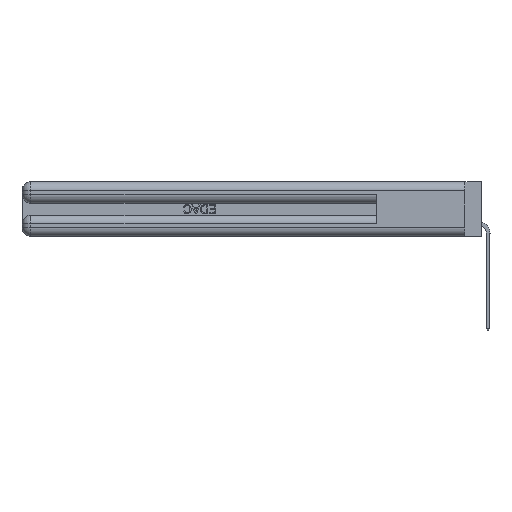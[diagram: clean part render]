
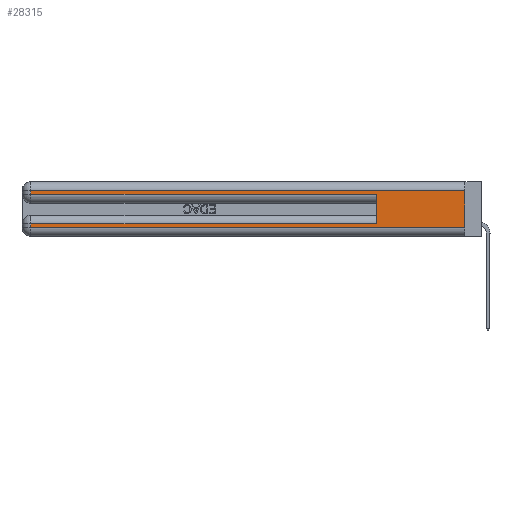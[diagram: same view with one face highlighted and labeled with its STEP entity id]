
A CAD part, left-side view. The second image highlights one B-rep face of the part: STEP entity #28315.
In plain terms, the highlighted planar face has unit normal (-1, 0, 0).
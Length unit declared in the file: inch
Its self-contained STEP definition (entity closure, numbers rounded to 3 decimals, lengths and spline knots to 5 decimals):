
#47 = LINE ( 'NONE', #17220, #24211 ) ;
#268 = VECTOR ( 'NONE', #25881, 39.37008 ) ;
#889 = ORIENTED_EDGE ( 'NONE', *, *, #5806, .T. ) ;
#1086 = EDGE_CURVE ( 'NONE', #35776, #39350, #37310, .T. ) ;
#1659 = EDGE_CURVE ( 'NONE', #20173, #3166, #32263, .T. ) ;
#2269 = ORIENTED_EDGE ( 'NONE', *, *, #31231, .T. ) ;
#2320 = ORIENTED_EDGE ( 'NONE', *, *, #1659, .T. ) ;
#2906 = DIRECTION ( 'NONE',  ( 0., 0., -1. ) ) ;
#3166 = VERTEX_POINT ( 'NONE', #39267 ) ;
#4411 = VERTEX_POINT ( 'NONE', #7560 ) ;
#4847 = CARTESIAN_POINT ( 'NONE',  ( 0., 0.6, 0.145 ) ) ;
#5186 = EDGE_LOOP ( 'NONE', ( #26030, #15447, #26665, #889, #14710, #2320, #33996, #2269 ) ) ;
#5806 = EDGE_CURVE ( 'NONE', #19911, #5923, #21472, .T. ) ;
#5923 = VERTEX_POINT ( 'NONE', #32867 ) ;
#7560 = CARTESIAN_POINT ( 'NONE',  ( 0., 2.94, 0.31 ) ) ;
#8139 = DIRECTION ( 'NONE',  ( 0., 0., 1. ) ) ;
#8199 = CARTESIAN_POINT ( 'NONE',  ( 0., 0., 0.37 ) ) ;
#9967 = FACE_OUTER_BOUND ( 'NONE', #5186, .T. ) ;
#10104 = CARTESIAN_POINT ( 'NONE',  ( 0., 0., 0.285 ) ) ;
#11771 = CARTESIAN_POINT ( 'NONE',  ( 0., 2.94, 0.37 ) ) ;
#12343 = CARTESIAN_POINT ( 'NONE',  ( 0., 0.6, 0.085 ) ) ;
#12661 = VECTOR ( 'NONE', #24466, 39.37008 ) ;
#13345 = EDGE_CURVE ( 'NONE', #3166, #37974, #47, .T. ) ;
#13637 = CARTESIAN_POINT ( 'NONE',  ( 0., 0., 0.31 ) ) ;
#14710 = ORIENTED_EDGE ( 'NONE', *, *, #26031, .F. ) ;
#15447 = ORIENTED_EDGE ( 'NONE', *, *, #26513, .T. ) ;
#17096 = LINE ( 'NONE', #13637, #268 ) ;
#17220 = CARTESIAN_POINT ( 'NONE',  ( 0., 2.94, 0.37 ) ) ;
#18661 = CARTESIAN_POINT ( 'NONE',  ( 0., 0., 0.37 ) ) ;
#19590 = DIRECTION ( 'NONE',  ( 0., -1., 0. ) ) ;
#19898 = DIRECTION ( 'NONE',  ( 0., -1., 0. ) ) ;
#19911 = VERTEX_POINT ( 'NONE', #38243 ) ;
#20173 = VERTEX_POINT ( 'NONE', #12343 ) ;
#21083 = LINE ( 'NONE', #11771, #12661 ) ;
#21472 = LINE ( 'NONE', #10104, #25866 ) ;
#21602 = AXIS2_PLACEMENT_3D ( 'NONE', #18661, #25486, #2906 ) ;
#24051 = DIRECTION ( 'NONE',  ( 0., 0., -1. ) ) ;
#24211 = VECTOR ( 'NONE', #35585, 39.37008 ) ;
#24466 = DIRECTION ( 'NONE',  ( 0., 0., -1. ) ) ;
#24959 = VECTOR ( 'NONE', #19898, 39.37008 ) ;
#25025 = VECTOR ( 'NONE', #8139, 39.37008 ) ;
#25486 = DIRECTION ( 'NONE',  ( 1., 0., 0. ) ) ;
#25866 = VECTOR ( 'NONE', #19590, 39.37008 ) ;
#25881 = DIRECTION ( 'NONE',  ( 0., 1., 0. ) ) ;
#26031 = EDGE_CURVE ( 'NONE', #20173, #5923, #29878, .T. ) ;
#26030 = ORIENTED_EDGE ( 'NONE', *, *, #1086, .F. ) ;
#26513 = EDGE_CURVE ( 'NONE', #35776, #4411, #17096, .T. ) ;
#26665 = ORIENTED_EDGE ( 'NONE', *, *, #37620, .T. ) ;
#28315 = ADVANCED_FACE ( 'NONE', ( #9967 ), #40711, .F. ) ;
#29367 = CARTESIAN_POINT ( 'NONE',  ( 0., 0., 0.06 ) ) ;
#29645 = DIRECTION ( 'NONE',  ( 0., 1., 0. ) ) ;
#29878 = LINE ( 'NONE', #4847, #25025 ) ;
#31231 = EDGE_CURVE ( 'NONE', #37974, #39350, #34252, .T. ) ;
#32263 = LINE ( 'NONE', #35670, #39671 ) ;
#32346 = CARTESIAN_POINT ( 'NONE',  ( 0., 0., 0.06 ) ) ;
#32867 = CARTESIAN_POINT ( 'NONE',  ( 0., 0.6, 0.285 ) ) ;
#33996 = ORIENTED_EDGE ( 'NONE', *, *, #13345, .T. ) ;
#34252 = LINE ( 'NONE', #32346, #24959 ) ;
#35585 = DIRECTION ( 'NONE',  ( 0., 0., -1. ) ) ;
#35670 = CARTESIAN_POINT ( 'NONE',  ( 0., 0., 0.085 ) ) ;
#35776 = VERTEX_POINT ( 'NONE', #37349 ) ;
#35935 = CARTESIAN_POINT ( 'NONE',  ( 0., 2.94, 0.06 ) ) ;
#36317 = VECTOR ( 'NONE', #24051, 39.37008 ) ;
#37310 = LINE ( 'NONE', #8199, #36317 ) ;
#37349 = CARTESIAN_POINT ( 'NONE',  ( 0., 0., 0.31 ) ) ;
#37620 = EDGE_CURVE ( 'NONE', #4411, #19911, #21083, .T. ) ;
#37974 = VERTEX_POINT ( 'NONE', #35935 ) ;
#38243 = CARTESIAN_POINT ( 'NONE',  ( 0., 2.94, 0.285 ) ) ;
#39267 = CARTESIAN_POINT ( 'NONE',  ( 0., 2.94, 0.085 ) ) ;
#39350 = VERTEX_POINT ( 'NONE', #29367 ) ;
#39671 = VECTOR ( 'NONE', #29645, 39.37008 ) ;
#40711 = PLANE ( 'NONE',  #21602 ) ;
